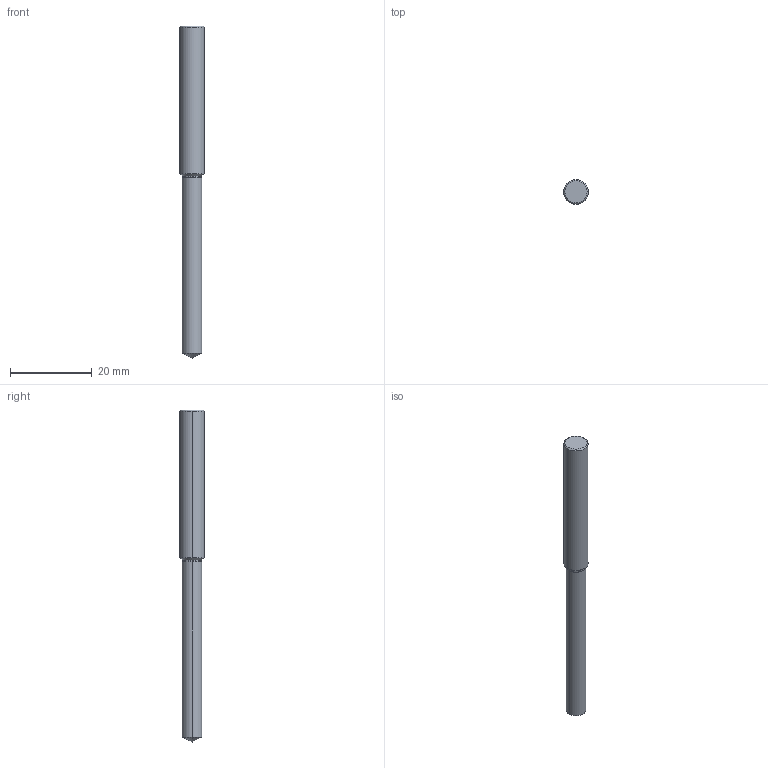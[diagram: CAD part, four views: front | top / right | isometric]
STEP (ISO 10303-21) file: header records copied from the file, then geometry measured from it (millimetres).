
FILE_DESCRIPTION((''),'2;1');
FILE_NAME('607487988-000-00-E43','2020-11-16T16:09:10',('SteckerB'),(''),'CREO PARAMETRIC BY PTC INC, 2019030','CREO PARAMETRIC BY PTC INC, 2019030','');
FILE_SCHEMA(('AP242_MANAGED_MODEL_BASED_3D_ENGINEERING_MIM_LF { 1 0 10303 442 1 1 4 }'));
Length unit declared in the file: millimetre
Products named in the file (1): 607487988-000-00-E43
Bounding box: 6 x 6 x 81 mm (x, y, z)
Volume: 1820.8 mm3; surface area: 2782.1 mm2
Topology: 1 solids, 3 shells, 34 faces, 99 edges, 73 vertices
Faces by surface type: cylinder 16, cone 12, plane 6
Entity records: 1663 total; most frequent: CARTESIAN_POINT 251, DIRECTION 211, ORIENTED_EDGE 128, PRESENTATION_STYLE_ASSIGNMENT 101, STYLED_ITEM 101, CURVE_STYLE 98, AXIS2_PLACEMENT_3D 77, EDGE_CURVE 66
